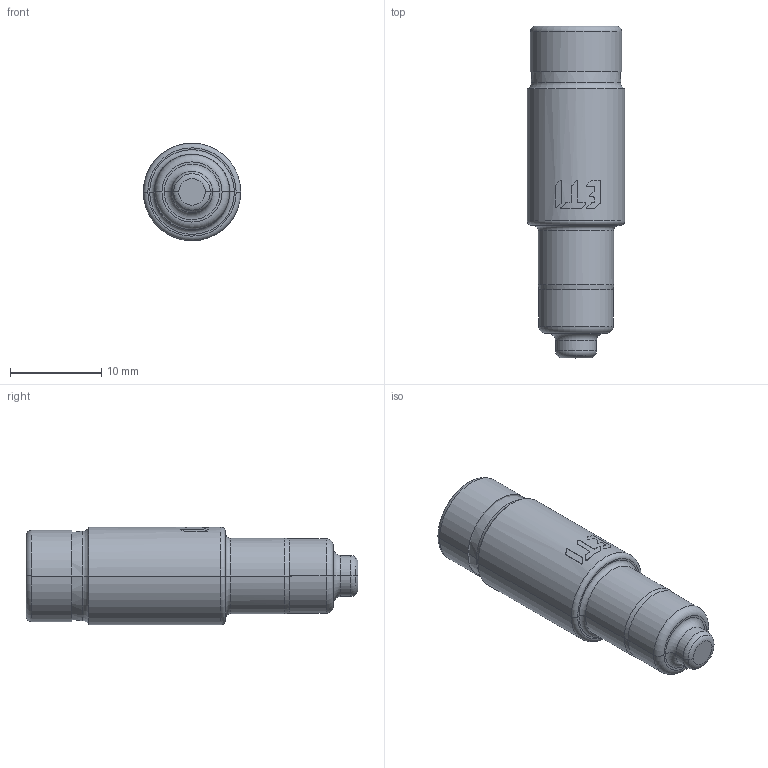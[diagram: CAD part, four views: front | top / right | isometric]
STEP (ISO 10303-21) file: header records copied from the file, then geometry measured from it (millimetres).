
FILE_DESCRIPTION((''),'2;1');
FILE_NAME('ALL_ZGK_ASM','2021-05-20T',('marketing.praksa'),('Audax d.o.o.'),'CREO PARAMETRIC BY PTC INC, 2017480','CREO PARAMETRIC BY PTC INC, 2017480','');
FILE_SCHEMA(('AUTOMOTIVE_DESIGN { 1 0 10303 214 1 1 1 1 }'));
Length unit declared in the file: millimetre
Products named in the file (5): ALL_ZGK; PRT9531; 10_13A_SPK; WLBASE1013; ALL_ZGK_ASM
Assembly tree (4 placements, depth 2):
  ALL_ZGK_ASM
    ALL_ZGK
    PRT9531
    10_13A_SPK
    WLBASE1013
Bounding box: 10.7 x 36.44 x 10.7 mm (x, y, z)
Volume: 2514 mm3; surface area: 1944 mm2
Topology: 6 solids, 6 shells, 160 faces, 436 edges, 296 vertices
Faces by surface type: cylinder 67, plane 65, torus 24, cone 4
Entity records: 8283 total; most frequent: CARTESIAN_POINT 1295, DIRECTION 900, ORIENTED_EDGE 872, PRESENTATION_STYLE_ASSIGNMENT 602, STYLED_ITEM 602, CURVE_STYLE 436, EDGE_CURVE 436, AXIS2_PLACEMENT_3D 361
